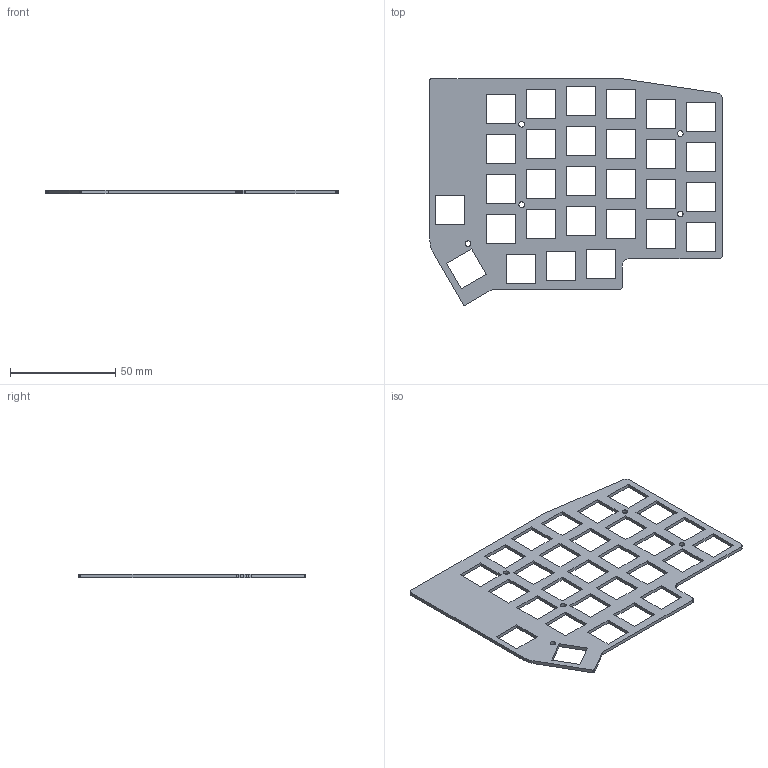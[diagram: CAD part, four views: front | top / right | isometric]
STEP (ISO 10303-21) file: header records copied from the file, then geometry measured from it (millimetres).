
FILE_DESCRIPTION(('KiCad electronic assembly'),'2;1');
FILE_NAME('FR4_Top_Plate_BLANK.step','2023-08-06T13:25:39',('Pcbnew'),( 'Kicad'),'Open CASCADE STEP processor 7.6','KiCad to STEP converter' ,'Unknown');
FILE_SCHEMA(('AUTOMOTIVE_DESIGN { 1 0 10303 214 1 1 1 1 }'));
Length unit declared in the file: millimetre
Products named in the file (2): FR4_Top_Plate_BLANK 1; FR4_Top_Plate_BLANK PCB
Assembly tree (1 placements, depth 2):
  FR4_Top_Plate_BLANK 1
    FR4_Top_Plate_BLANK PCB
Bounding box: 139.06 x 107.73 x 1.6 mm (x, y, z)
Volume: 11930.8 mm3; surface area: 18286.9 mm2
Topology: 1 solids, 1 shells, 181 faces, 537 edges, 358 vertices
Faces by surface type: plane 176, cylinder 5
Full cylindrical faces by diameter (mm): 2.7 x5
Entity records: 13135 total; most frequent: CARTESIAN_POINT 2212, DIRECTION 1977, LINE 1591, VECTOR 1591, ORIENTED_EDGE 1074, PCURVE 1074, DEFINITIONAL_REPRESENTATION 1074, EDGE_CURVE 537
